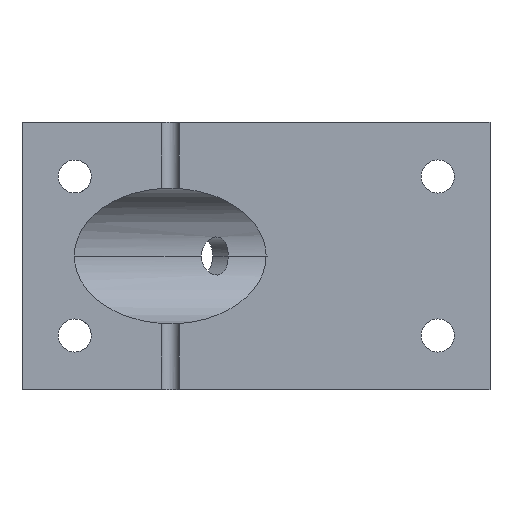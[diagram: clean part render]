
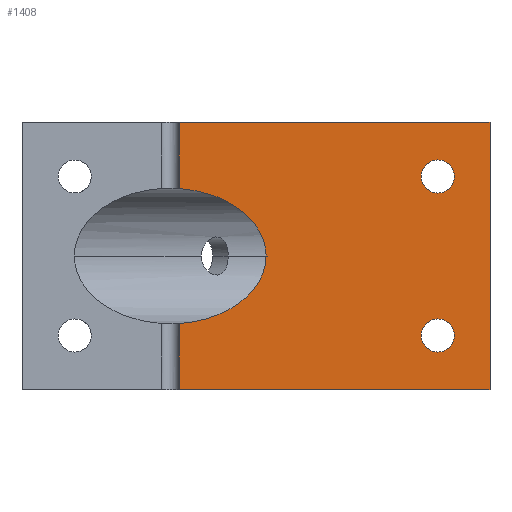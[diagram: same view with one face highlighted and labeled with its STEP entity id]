
A CAD part, front view. The second image highlights one B-rep face of the part: STEP entity #1408.
In plain terms, the highlighted planar face has unit normal (0, -1, 0).
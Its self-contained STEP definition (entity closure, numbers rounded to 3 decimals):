
#66 = CARTESIAN_POINT ( 'NONE',  ( 26.2, 0., 11.25 ) ) ;
#80 = PLANE ( 'NONE',  #245 ) ;
#114 = CARTESIAN_POINT ( 'NONE',  ( 40.681, 0., 0. ) ) ;
#123 = CARTESIAN_POINT ( 'NONE',  ( 34.84, 0., 10.674 ) ) ;
#150 = CARTESIAN_POINT ( 'NONE',  ( 0., 0., -15.5 ) ) ;
#158 = CARTESIAN_POINT ( 'NONE',  ( 40.681, 0., 6.136 ) ) ;
#172 = DIRECTION ( 'NONE',  ( 0., 1., 0. ) ) ;
#202 = DIRECTION ( 'NONE',  ( 0., 0., 1. ) ) ;
#245 = AXIS2_PLACEMENT_3D ( 'NONE', #150, #172, #202 ) ;
#246 = FACE_BOUND ( 'NONE', #1603, .T. ) ;
#251 = FACE_BOUND ( 'NONE', #1784, .T. ) ;
#252 = FACE_OUTER_BOUND ( 'NONE', #1610, .T. ) ;
#326 = AXIS2_PLACEMENT_3D ( 'NONE', #1149, #1153, #1154 ) ;
#364 = AXIS2_PLACEMENT_3D ( 'NONE', #1369, #1370, #1371 ) ;
#453 = CARTESIAN_POINT ( 'NONE',  ( 26.2, 0., -22.5 ) ) ;
#454 = DIRECTION ( 'NONE',  ( 0., 0., -1. ) ) ;
#513 = CARTESIAN_POINT ( 'NONE',  ( 26.2, 0., 11.25 ) ) ;
#514 = CARTESIAN_POINT ( 'NONE',  ( 69.3, 0., 16. ) ) ;
#519 = CARTESIAN_POINT ( 'NONE',  ( 69.3, 0., -16. ) ) ;
#520 = CARTESIAN_POINT ( 'NONE',  ( 69.3, 0., 10.5 ) ) ;
#525 = CARTESIAN_POINT ( 'NONE',  ( 40.681, 0., 0. ) ) ;
#550 = CARTESIAN_POINT ( 'NONE',  ( 26.2, 0., 22.25 ) ) ;
#552 = CARTESIAN_POINT ( 'NONE',  ( 78., 0., -22.25 ) ) ;
#553 = CARTESIAN_POINT ( 'NONE',  ( 69.3, 0., -10.5 ) ) ;
#560 = CARTESIAN_POINT ( 'NONE',  ( 78., 0., 22.25 ) ) ;
#570 = CARTESIAN_POINT ( 'NONE',  ( 26.2, 0., -11.25 ) ) ;
#576 = CARTESIAN_POINT ( 'NONE',  ( 26.2, 0., -22.25 ) ) ;
#642 = VECTOR ( 'NONE', #454, 1000. ) ;
#644 = VECTOR ( 'NONE', #1111, 1000. ) ;
#648 = AXIS2_PLACEMENT_3D ( 'NONE', #1105, #1106, #1107 ) ;
#649 = VECTOR ( 'NONE', #1093, 1000. ) ;
#650 = VECTOR ( 'NONE', #1087, 1000. ) ;
#656 = VECTOR ( 'NONE', #1075, 1000. ) ;
#659 = AXIS2_PLACEMENT_3D ( 'NONE', #1099, #1100, #1101 ) ;
#689 =( BOUNDED_CURVE ( )  B_SPLINE_CURVE ( 3, ( #1145, #1146, #1147, #1148 ),
 .UNSPECIFIED., .F., .T. ) 
 B_SPLINE_CURVE_WITH_KNOTS ( ( 4, 4 ),
 ( 0., 1.477 ),
 .UNSPECIFIED. ) 
 CURVE ( )  GEOMETRIC_REPRESENTATION_ITEM ( )  RATIONAL_B_SPLINE_CURVE ( ( 1., 0.826, 0.826, 1. ) ) 
 REPRESENTATION_ITEM ( '' )  );
#1073 = LINE ( 'NONE', #1074, #656 ) ;
#1074 = CARTESIAN_POINT ( 'NONE',  ( 78., 0., 22.25 ) ) ;
#1075 = DIRECTION ( 'NONE',  ( 1., 0., 0. ) ) ;
#1085 = LINE ( 'NONE', #1086, #650 ) ;
#1086 = CARTESIAN_POINT ( 'NONE',  ( 78., 0., -22.25 ) ) ;
#1087 = DIRECTION ( 'NONE',  ( 0., 0., -1. ) ) ;
#1091 = LINE ( 'NONE', #1092, #649 ) ;
#1092 = CARTESIAN_POINT ( 'NONE',  ( 0., 0., -22.25 ) ) ;
#1093 = DIRECTION ( 'NONE',  ( -1., 0., 0. ) ) ;
#1099 = CARTESIAN_POINT ( 'NONE',  ( 69.3, 0., 13.25 ) ) ;
#1100 = DIRECTION ( 'NONE',  ( 0., 1., 0. ) ) ;
#1101 = DIRECTION ( 'NONE',  ( 0., 0., 1. ) ) ;
#1105 = CARTESIAN_POINT ( 'NONE',  ( 69.3, 0., -13.25 ) ) ;
#1106 = DIRECTION ( 'NONE',  ( 0., 1., 0. ) ) ;
#1107 = DIRECTION ( 'NONE',  ( 0., 0., 1. ) ) ;
#1109 = LINE ( 'NONE', #1110, #644 ) ;
#1110 = CARTESIAN_POINT ( 'NONE',  ( 26.2, 0., -22.5 ) ) ;
#1111 = DIRECTION ( 'NONE',  ( 0., 0., -1. ) ) ;
#1112 = LINE ( 'NONE', #453, #642 ) ;
#1145 = CARTESIAN_POINT ( 'NONE',  ( 40.681, 0., 0. ) ) ;
#1146 = CARTESIAN_POINT ( 'NONE',  ( 40.681, 0., -6.136 ) ) ;
#1147 = CARTESIAN_POINT ( 'NONE',  ( 34.84, 0., -10.674 ) ) ;
#1148 = CARTESIAN_POINT ( 'NONE',  ( 26.2, 0., -11.25 ) ) ;
#1149 = CARTESIAN_POINT ( 'NONE',  ( 69.3, 0., 13.25 ) ) ;
#1153 = DIRECTION ( 'NONE',  ( 0., 1., 0. ) ) ;
#1154 = DIRECTION ( 'NONE',  ( 0., 0., 1. ) ) ;
#1369 = CARTESIAN_POINT ( 'NONE',  ( 69.3, 0., -13.25 ) ) ;
#1370 = DIRECTION ( 'NONE',  ( 0., 1., 0. ) ) ;
#1371 = DIRECTION ( 'NONE',  ( 0., 0., 1. ) ) ;
#1408 = ADVANCED_FACE ( 'NONE', ( #252, #251, #246 ), #80, .F. ) ;
#1419 = EDGE_CURVE ( 'NONE', #1682, #1713, #1558, .T. ) ;
#1432 = EDGE_CURVE ( 'NONE', #1713, #1890, #689, .T. ) ;
#1434 = EDGE_CURVE ( 'NONE', #1701, #1683, #1540, .T. ) ;
#1462 = EDGE_CURVE ( 'NONE', #1700, #1800, #1552, .T. ) ;
#1501 = EDGE_CURVE ( 'NONE', #1791, #1835, #1073, .T. ) ;
#1505 = EDGE_CURVE ( 'NONE', #1835, #1796, #1085, .T. ) ;
#1507 = EDGE_CURVE ( 'NONE', #1796, #1941, #1091, .T. ) ;
#1510 = EDGE_CURVE ( 'NONE', #1683, #1701, #1580, .T. ) ;
#1512 = EDGE_CURVE ( 'NONE', #1800, #1700, #1582, .T. ) ;
#1513 = EDGE_CURVE ( 'NONE', #1791, #1682, #1109, .T. ) ;
#1514 = EDGE_CURVE ( 'NONE', #1890, #1941, #1112, .T. ) ;
#1540 = CIRCLE ( 'NONE', #326, 2.75 ) ;
#1552 = CIRCLE ( 'NONE', #364, 2.75 ) ;
#1558 =( BOUNDED_CURVE ( )  B_SPLINE_CURVE ( 3, ( #66, #123, #158, #114 ),
 .UNSPECIFIED., .F., .F. ) 
 B_SPLINE_CURVE_WITH_KNOTS ( ( 4, 4 ),
 ( 4.806, 6.283 ),
 .UNSPECIFIED. ) 
 CURVE ( )  GEOMETRIC_REPRESENTATION_ITEM ( )  RATIONAL_B_SPLINE_CURVE ( ( 1., 0.826, 0.826, 1. ) ) 
 REPRESENTATION_ITEM ( '' )  );
#1580 = CIRCLE ( 'NONE', #659, 2.75 ) ;
#1582 = CIRCLE ( 'NONE', #648, 2.75 ) ;
#1603 = EDGE_LOOP ( 'NONE', ( #1935, #1882 ) ) ;
#1610 = EDGE_LOOP ( 'NONE', ( #1847, #1844, #1881, #1794, #1928, #1897, #1876 ) ) ;
#1682 = VERTEX_POINT ( 'NONE', #513 ) ;
#1683 = VERTEX_POINT ( 'NONE', #514 ) ;
#1700 = VERTEX_POINT ( 'NONE', #519 ) ;
#1701 = VERTEX_POINT ( 'NONE', #520 ) ;
#1713 = VERTEX_POINT ( 'NONE', #525 ) ;
#1784 = EDGE_LOOP ( 'NONE', ( #1813, #1920 ) ) ;
#1791 = VERTEX_POINT ( 'NONE', #550 ) ;
#1794 = ORIENTED_EDGE ( 'NONE', *, *, #1432, .T. ) ;
#1796 = VERTEX_POINT ( 'NONE', #552 ) ;
#1800 = VERTEX_POINT ( 'NONE', #553 ) ;
#1813 = ORIENTED_EDGE ( 'NONE', *, *, #1434, .T. ) ;
#1835 = VERTEX_POINT ( 'NONE', #560 ) ;
#1844 = ORIENTED_EDGE ( 'NONE', *, *, #1513, .T. ) ;
#1847 = ORIENTED_EDGE ( 'NONE', *, *, #1501, .F. ) ;
#1876 = ORIENTED_EDGE ( 'NONE', *, *, #1505, .F. ) ;
#1881 = ORIENTED_EDGE ( 'NONE', *, *, #1419, .T. ) ;
#1882 = ORIENTED_EDGE ( 'NONE', *, *, #1512, .T. ) ;
#1890 = VERTEX_POINT ( 'NONE', #570 ) ;
#1897 = ORIENTED_EDGE ( 'NONE', *, *, #1507, .F. ) ;
#1920 = ORIENTED_EDGE ( 'NONE', *, *, #1510, .T. ) ;
#1928 = ORIENTED_EDGE ( 'NONE', *, *, #1514, .T. ) ;
#1935 = ORIENTED_EDGE ( 'NONE', *, *, #1462, .T. ) ;
#1941 = VERTEX_POINT ( 'NONE', #576 ) ;
